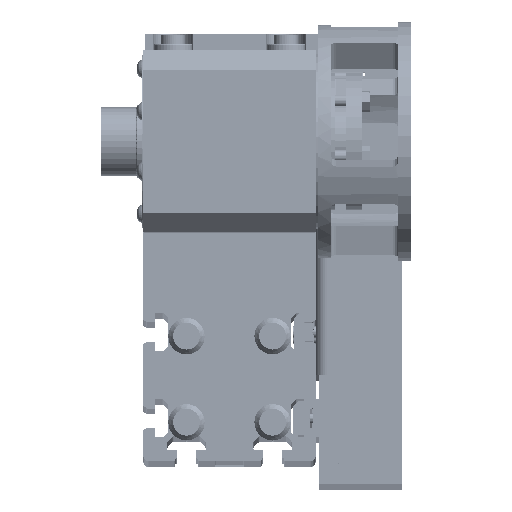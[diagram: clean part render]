
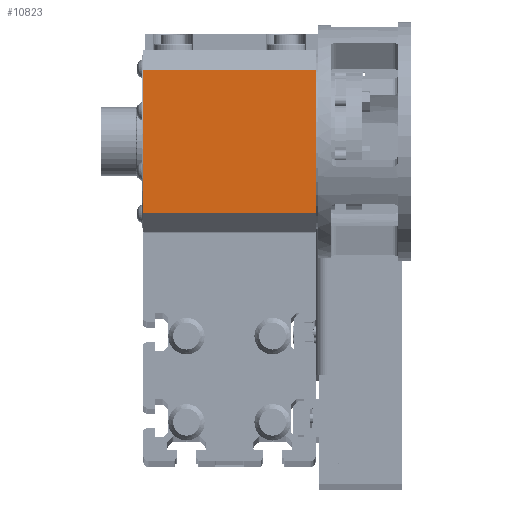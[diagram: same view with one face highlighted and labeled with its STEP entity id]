
A CAD part, top view. The second image highlights one B-rep face of the part: STEP entity #10823.
In plain terms, the highlighted face is planar.
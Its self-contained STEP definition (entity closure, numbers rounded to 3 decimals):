
#10594 = VERTEX_POINT ( 'NONE', #53336 ) ;
#10823 = ADVANCED_FACE ( 'NONE', ( #160186 ), #120164, .T. ) ;
#11668 = VECTOR ( 'NONE', #25244, 1000. ) ;
#16888 = DIRECTION ( 'NONE',  ( 1., 0., 0. ) ) ;
#18607 = DIRECTION ( 'NONE',  ( 0., 0., -1. ) ) ;
#25244 = DIRECTION ( 'NONE',  ( 1., 0., 0. ) ) ;
#28409 = CARTESIAN_POINT ( 'NONE',  ( 56.63, -155.138, -90. ) ) ;
#28806 = DIRECTION ( 'NONE',  ( 0., 0., -1. ) ) ;
#36232 = VECTOR ( 'NONE', #18607, 1000. ) ;
#39952 = VERTEX_POINT ( 'NONE', #116729 ) ;
#53336 = CARTESIAN_POINT ( 'NONE',  ( -18.37, -155.138, -90. ) ) ;
#53777 = VERTEX_POINT ( 'NONE', #28409 ) ;
#57164 = ORIENTED_EDGE ( 'NONE', *, *, #129629, .T. ) ;
#63867 = ORIENTED_EDGE ( 'NONE', *, *, #109935, .F. ) ;
#92445 = DIRECTION ( 'NONE',  ( 1., 0., 0. ) ) ;
#93430 = CARTESIAN_POINT ( 'NONE',  ( 19.13, -155.138, 0. ) ) ;
#101254 = ORIENTED_EDGE ( 'NONE', *, *, #144552, .F. ) ;
#102527 = LINE ( 'NONE', #152563, #121851 ) ;
#105164 = CARTESIAN_POINT ( 'NONE',  ( 66.63, -155.138, 0. ) ) ;
#108198 = AXIS2_PLACEMENT_3D ( 'NONE', #105164, #161187, #92445 ) ;
#109935 = EDGE_CURVE ( 'NONE', #39952, #53777, #113979, .T. ) ;
#111419 = CARTESIAN_POINT ( 'NONE',  ( -18.37, -155.138, 0. ) ) ;
#111944 = VECTOR ( 'NONE', #28806, 1000. ) ;
#113979 = LINE ( 'NONE', #129522, #36232 ) ;
#116729 = CARTESIAN_POINT ( 'NONE',  ( 56.63, -155.138, 0. ) ) ;
#120164 = PLANE ( 'NONE',  #108198 ) ;
#121851 = VECTOR ( 'NONE', #16888, 1000. ) ;
#129522 = CARTESIAN_POINT ( 'NONE',  ( 56.63, -155.138, 0. ) ) ;
#129629 = EDGE_CURVE ( 'NONE', #178589, #10594, #163861, .T. ) ;
#136903 = EDGE_LOOP ( 'NONE', ( #63867, #101254, #57164, #162997 ) ) ;
#144552 = EDGE_CURVE ( 'NONE', #178589, #39952, #175669, .T. ) ;
#152563 = CARTESIAN_POINT ( 'NONE',  ( 19.13, -155.138, -90. ) ) ;
#159527 = CARTESIAN_POINT ( 'NONE',  ( -18.37, -155.138, 0. ) ) ;
#160186 = FACE_OUTER_BOUND ( 'NONE', #136903, .T. ) ;
#161187 = DIRECTION ( 'NONE',  ( 0., -1., 0. ) ) ;
#162997 = ORIENTED_EDGE ( 'NONE', *, *, #178469, .T. ) ;
#163861 = LINE ( 'NONE', #111419, #111944 ) ;
#175669 = LINE ( 'NONE', #93430, #11668 ) ;
#178469 = EDGE_CURVE ( 'NONE', #10594, #53777, #102527, .T. ) ;
#178589 = VERTEX_POINT ( 'NONE', #159527 ) ;
